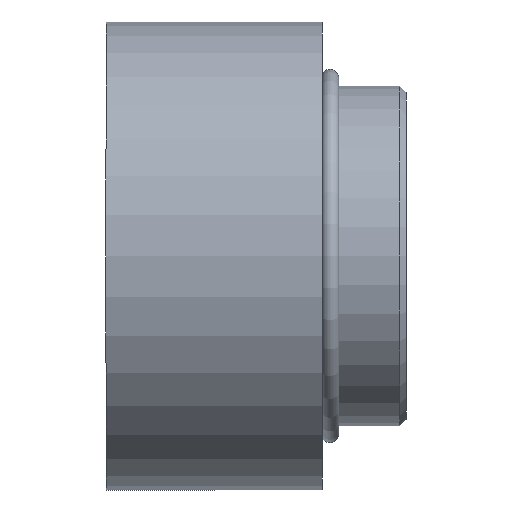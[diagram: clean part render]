
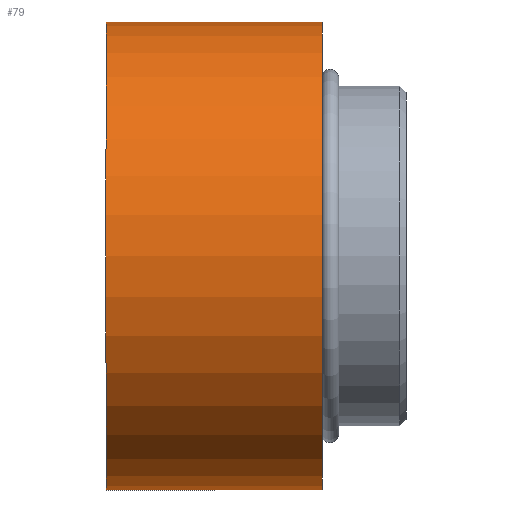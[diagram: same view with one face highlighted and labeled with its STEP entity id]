
A CAD part, left-side view. The second image highlights one B-rep face of the part: STEP entity #79.
In plain terms, the highlighted cylindrical face has radius 19.5 mm (diameter 39 mm), a partial arc.
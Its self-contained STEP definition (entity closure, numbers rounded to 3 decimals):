
#17 = CIRCLE ( 'NONE', #621, 19.5 ) ;
#29 = EDGE_CURVE ( 'NONE', #92, #93, #263, .T. ) ;
#39 = EDGE_CURVE ( 'NONE', #93, #94, #17, .T. ) ;
#42 = EDGE_CURVE ( 'NONE', #91, #94, #302, .T. ) ;
#61 = EDGE_CURVE ( 'NONE', #92, #91, #237, .T. ) ;
#79 = ADVANCED_FACE ( 'NONE', ( #562 ), #563, .T. ) ;
#91 = VERTEX_POINT ( 'NONE', #444 ) ;
#92 = VERTEX_POINT ( 'NONE', #445 ) ;
#93 = VERTEX_POINT ( 'NONE', #446 ) ;
#94 = VERTEX_POINT ( 'NONE', #447 ) ;
#164 = ORIENTED_EDGE ( 'NONE', *, *, #39, .F. ) ;
#169 = ORIENTED_EDGE ( 'NONE', *, *, #29, .F. ) ;
#170 = ORIENTED_EDGE ( 'NONE', *, *, #61, .T. ) ;
#171 = ORIENTED_EDGE ( 'NONE', *, *, #42, .T. ) ;
#201 = EDGE_LOOP ( 'NONE', ( #169, #170, #171, #164 ) ) ;
#237 = CIRCLE ( 'NONE', #600, 19.5 ) ;
#263 = LINE ( 'NONE', #264, #624 ) ;
#264 = CARTESIAN_POINT ( 'NONE',  ( 0., -10.273, 19.5 ) ) ;
#265 = DIRECTION ( 'NONE',  ( 0., -1., 0. ) ) ;
#292 = CARTESIAN_POINT ( 'NONE',  ( 0., -3., 0. ) ) ;
#293 = DIRECTION ( 'NONE',  ( 0., -1., 0. ) ) ;
#294 = DIRECTION ( 'NONE',  ( 0., 0., -1. ) ) ;
#302 = LINE ( 'NONE', #303, #617 ) ;
#303 = CARTESIAN_POINT ( 'NONE',  ( 0., -10.273, -19.5 ) ) ;
#304 = DIRECTION ( 'NONE',  ( 0., -1., 0. ) ) ;
#358 = CARTESIAN_POINT ( 'NONE',  ( 0., 15., 0. ) ) ;
#359 = DIRECTION ( 'NONE',  ( 0., -1., 0. ) ) ;
#360 = DIRECTION ( 'NONE',  ( 0., 0., -1. ) ) ;
#416 = CARTESIAN_POINT ( 'NONE',  ( 0., -10.273, 0. ) ) ;
#417 = DIRECTION ( 'NONE',  ( 0., -1., 0. ) ) ;
#418 = DIRECTION ( 'NONE',  ( 0., 0., -1. ) ) ;
#444 = CARTESIAN_POINT ( 'NONE',  ( 0., 15., -19.5 ) ) ;
#445 = CARTESIAN_POINT ( 'NONE',  ( 0., 15., 19.5 ) ) ;
#446 = CARTESIAN_POINT ( 'NONE',  ( 0., -3., 19.5 ) ) ;
#447 = CARTESIAN_POINT ( 'NONE',  ( 0., -3., -19.5 ) ) ;
#557 = AXIS2_PLACEMENT_3D ( 'NONE', #416, #417, #418 ) ;
#562 = FACE_OUTER_BOUND ( 'NONE', #201, .T. ) ;
#563 = CYLINDRICAL_SURFACE ( 'NONE', #557, 19.5 ) ;
#600 = AXIS2_PLACEMENT_3D ( 'NONE', #358, #359, #360 ) ;
#617 = VECTOR ( 'NONE', #304, 1000. ) ;
#621 = AXIS2_PLACEMENT_3D ( 'NONE', #292, #293, #294 ) ;
#624 = VECTOR ( 'NONE', #265, 1000. ) ;
